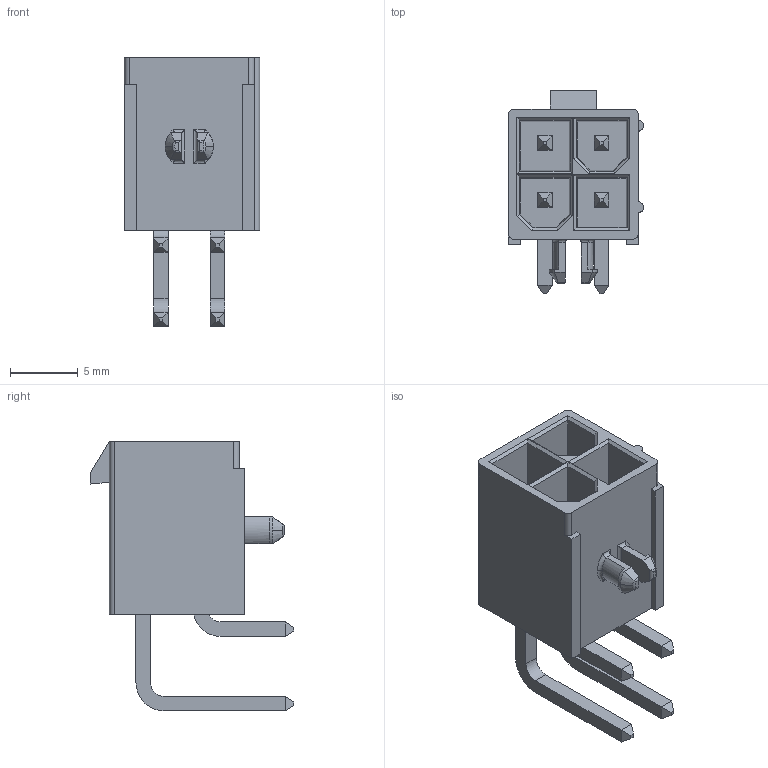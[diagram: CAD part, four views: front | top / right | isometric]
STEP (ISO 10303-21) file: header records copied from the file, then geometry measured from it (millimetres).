
FILE_DESCRIPTION(('STEP AP242'),'1');
FILE_NAME('469990014.stp','2026-02-10T23:23:07',('TraceParts'),('TraceParts S.A.S.'),'Spatial InterOp 3D',' ',' ');
FILE_SCHEMA(('AP242_MANAGED_MODEL_BASED_3D_ENGINEERING_MIM_LF {1 0 10303 442 1 1 4}'));
Length unit declared in the file: millimetre
Products named in the file (1): 1
Bounding box: 10 x 15 x 19.94 mm (x, y, z)
Volume: 803 mm3; surface area: 1559.4 mm2
Topology: 1 solids, 1 shells, 280 faces, 695 edges, 440 vertices
Faces by surface type: plane 222, cylinder 48, torus 6, cone 4
Entity records: 8848 total; most frequent: CARTESIAN_POINT 1452, ORIENTED_EDGE 1390, DIRECTION 1345, EDGE_CURVE 695, LINE 583, VECTOR 583, VERTEX_POINT 440, AXIS2_PLACEMENT_3D 381
